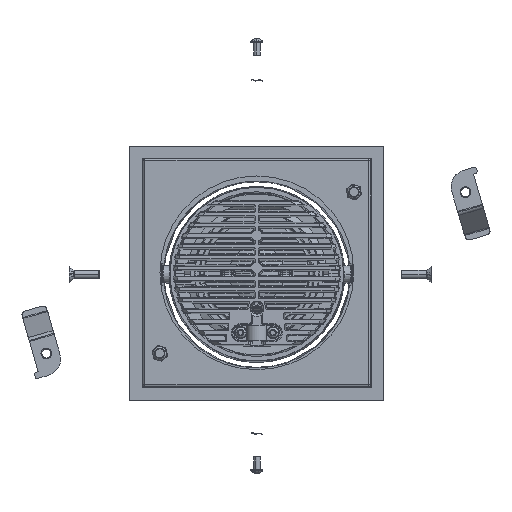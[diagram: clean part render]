
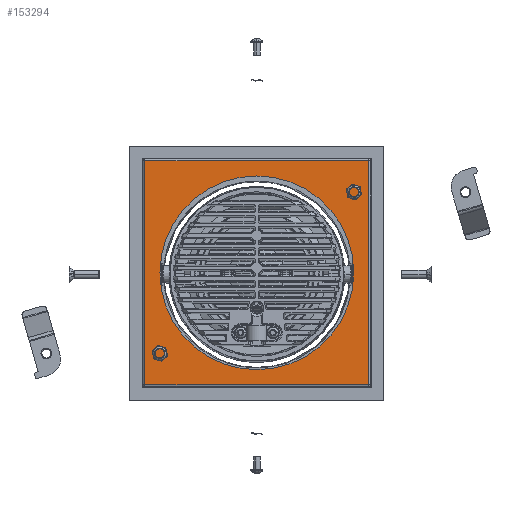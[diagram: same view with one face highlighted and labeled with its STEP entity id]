
A CAD part, top view. The second image highlights one B-rep face of the part: STEP entity #153294.
In plain terms, the highlighted planar face has unit normal (0, 0, 1).
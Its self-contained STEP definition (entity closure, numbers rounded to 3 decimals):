
#1957 = CARTESIAN_POINT ( 'NONE',  ( 45., 0., 80. ) ) ;
#2747 = EDGE_LOOP ( 'NONE', ( #126730, #216031, #104862, #186994 ) ) ;
#8313 = EDGE_CURVE ( 'NONE', #211140, #231474, #185471, .T. ) ;
#15486 = CARTESIAN_POINT ( 'NONE',  ( 52., 0., 80. ) ) ;
#18555 = EDGE_CURVE ( 'NONE', #231474, #211140, #66155, .T. ) ;
#24377 = VERTEX_POINT ( 'NONE', #64442 ) ;
#36285 = LINE ( 'NONE', #57910, #53150 ) ;
#40303 = CARTESIAN_POINT ( 'NONE',  ( -52., 0., 80. ) ) ;
#42545 = VERTEX_POINT ( 'NONE', #212036 ) ;
#44812 = LINE ( 'NONE', #15486, #230429 ) ;
#51584 = DIRECTION ( 'NONE',  ( 0., 1., 0. ) ) ;
#53150 = VECTOR ( 'NONE', #183703, 1000. ) ;
#55088 = DIRECTION ( 'NONE',  ( 0., 0., 1. ) ) ;
#57910 = CARTESIAN_POINT ( 'NONE',  ( 0., -52., 80. ) ) ;
#59250 = CARTESIAN_POINT ( 'NONE',  ( 52., 52., 80. ) ) ;
#63988 = CARTESIAN_POINT ( 'NONE',  ( -45., 0., 80. ) ) ;
#64442 = CARTESIAN_POINT ( 'NONE',  ( 52., -52., 80. ) ) ;
#66155 = CIRCLE ( 'NONE', #144551, 45. ) ;
#67184 = EDGE_CURVE ( 'NONE', #24377, #143475, #44812, .T. ) ;
#79592 = VERTEX_POINT ( 'NONE', #208113 ) ;
#83190 = CARTESIAN_POINT ( 'NONE',  ( 0., 0., 80. ) ) ;
#84615 = LINE ( 'NONE', #223204, #222454 ) ;
#86458 = FACE_BOUND ( 'NONE', #174369, .T. ) ;
#86640 = DIRECTION ( 'NONE',  ( 0., 0., 1. ) ) ;
#92053 = FACE_OUTER_BOUND ( 'NONE', #2747, .T. ) ;
#97419 = DIRECTION ( 'NONE',  ( -1., 0., 0. ) ) ;
#104862 = ORIENTED_EDGE ( 'NONE', *, *, #159788, .T. ) ;
#119385 = DIRECTION ( 'NONE',  ( 1., 0., 0. ) ) ;
#126730 = ORIENTED_EDGE ( 'NONE', *, *, #67184, .T. ) ;
#139318 = VECTOR ( 'NONE', #148734, 1000. ) ;
#139389 = ORIENTED_EDGE ( 'NONE', *, *, #18555, .F. ) ;
#139437 = EDGE_CURVE ( 'NONE', #143475, #79592, #84615, .T. ) ;
#141194 = AXIS2_PLACEMENT_3D ( 'NONE', #162813, #55088, #180885 ) ;
#143475 = VERTEX_POINT ( 'NONE', #59250 ) ;
#144551 = AXIS2_PLACEMENT_3D ( 'NONE', #194353, #86640, #212432 ) ;
#144878 = LINE ( 'NONE', #40303, #139318 ) ;
#146536 = AXIS2_PLACEMENT_3D ( 'NONE', #83190, #227083, #119385 ) ;
#148734 = DIRECTION ( 'NONE',  ( 0., -1., 0. ) ) ;
#153294 = ADVANCED_FACE ( 'NONE', ( #92053, #86458 ), #190916, .T. ) ;
#159788 = EDGE_CURVE ( 'NONE', #79592, #42545, #144878, .T. ) ;
#162813 = CARTESIAN_POINT ( 'NONE',  ( 0., 0., 80. ) ) ;
#174369 = EDGE_LOOP ( 'NONE', ( #139389, #212049 ) ) ;
#180885 = DIRECTION ( 'NONE',  ( 1., 0., 0. ) ) ;
#183703 = DIRECTION ( 'NONE',  ( 1., 0., 0. ) ) ;
#185471 = CIRCLE ( 'NONE', #141194, 45. ) ;
#186994 = ORIENTED_EDGE ( 'NONE', *, *, #188417, .T. ) ;
#188417 = EDGE_CURVE ( 'NONE', #42545, #24377, #36285, .T. ) ;
#190916 = PLANE ( 'NONE',  #146536 ) ;
#194353 = CARTESIAN_POINT ( 'NONE',  ( 0., 0., 80. ) ) ;
#208113 = CARTESIAN_POINT ( 'NONE',  ( -52., 52., 80. ) ) ;
#211140 = VERTEX_POINT ( 'NONE', #63988 ) ;
#212036 = CARTESIAN_POINT ( 'NONE',  ( -52., -52., 80. ) ) ;
#212049 = ORIENTED_EDGE ( 'NONE', *, *, #8313, .F. ) ;
#212432 = DIRECTION ( 'NONE',  ( 1., 0., 0. ) ) ;
#216031 = ORIENTED_EDGE ( 'NONE', *, *, #139437, .T. ) ;
#222454 = VECTOR ( 'NONE', #97419, 1000. ) ;
#223204 = CARTESIAN_POINT ( 'NONE',  ( 0., 52., 80. ) ) ;
#227083 = DIRECTION ( 'NONE',  ( 0., 0., 1. ) ) ;
#230429 = VECTOR ( 'NONE', #51584, 1000. ) ;
#231474 = VERTEX_POINT ( 'NONE', #1957 ) ;
